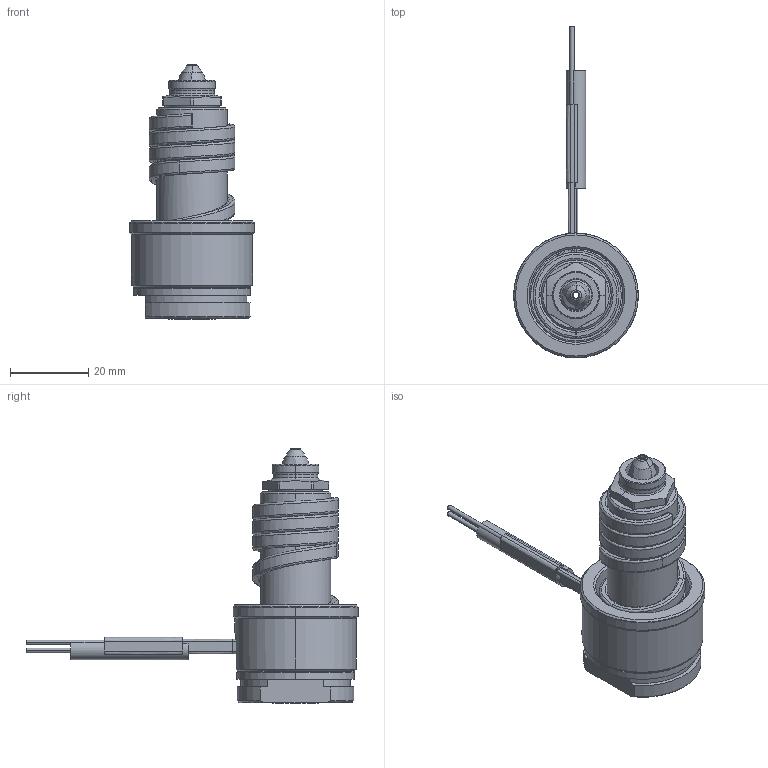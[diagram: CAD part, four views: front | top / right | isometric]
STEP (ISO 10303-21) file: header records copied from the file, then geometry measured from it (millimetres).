
FILE_DESCRIPTION((''),'2;1');
FILE_NAME('SM-66-AKM-N','2015-11-02T',('砐錪賧瘔蠈錪'),('IMID'),'PRO/ENGINEER BY PARAMETRIC TECHNOLOGY CORPORATION, 2015070','PRO/ENGINEER BY PARAMETRIC TECHNOLOGY CORPORATION, 2015070','');
FILE_SCHEMA(('CONFIG_CONTROL_DESIGN'));
Length unit declared in the file: millimetre
Products named in the file (1): SM-66-AKM-N
Bounding box: 32 x 85 x 65.2 mm (x, y, z)
Volume: 25469.4 mm3; surface area: 15146.8 mm2
Topology: 1 solids, 9 shells, 319 faces, 796 edges, 472 vertices
Faces by surface type: cylinder 109, cone 59, bspline 55, plane 48, torus 32, revolution 9, extrusion 7
Entity records: 15224 total; most frequent: CARTESIAN_POINT 7904, ORIENTED_EDGE 1552, DIRECTION 1468, EDGE_CURVE 788, AXIS2_PLACEMENT_3D 596, VERTEX_POINT 472, CIRCLE 347, EDGE_LOOP 342
